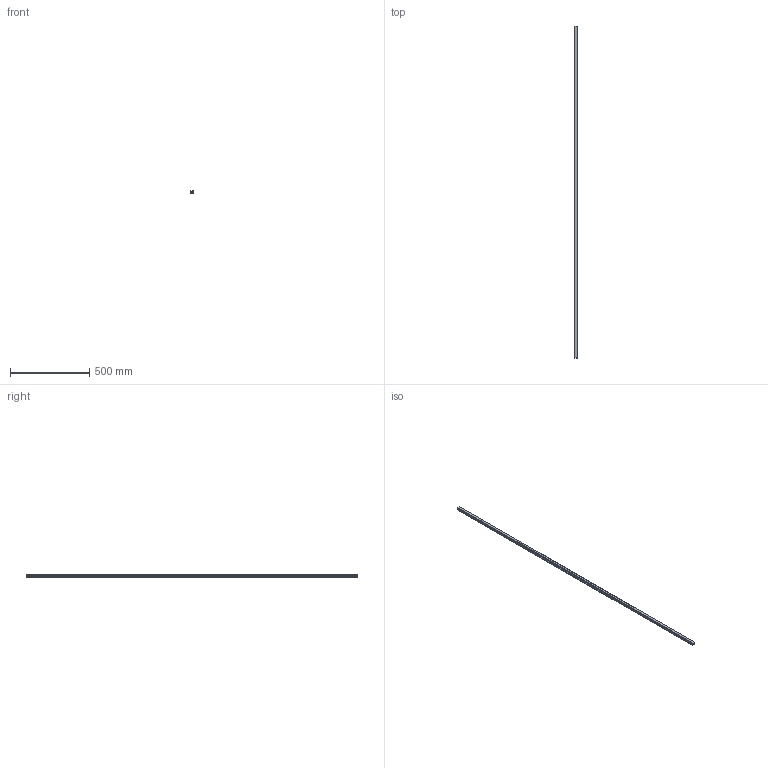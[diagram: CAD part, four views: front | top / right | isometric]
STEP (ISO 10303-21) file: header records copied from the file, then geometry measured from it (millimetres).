
FILE_DESCRIPTION(('STEP AP214'),'1');
FILE_NAME('cctmp_AED94BBE-FED5-42A1-BEA6-A7AEFA70E37E_2021_01_22_12_30_18_0625..stp','2021-01-22T11:30:18',('HIWIN GmbH'),('CADClick - www.CADClick.com'),'Spatial InterOp 3D',' ','unknown authorization');
FILE_SCHEMA(('AUTOMOTIVE_DESIGN'));
Length unit declared in the file: millimetre
Products named in the file (1): HGR20T2090C_FILE
Bounding box: 20 x 2090 x 17.5 mm (x, y, z)
Volume: 617247.9 mm3; surface area: 166781.5 mm2
Topology: 1 solids, 1 shells, 247 faces, 653 edges, 377 vertices
Faces by surface type: cylinder 92, plane 85, cone 70
Entity records: 9081 total; most frequent: DIRECTION 1263, CARTESIAN_POINT 1208, ORIENTED_EDGE 1166, EDGE_CURVE 583, AXIS2_PLACEMENT_3D 432, LINE 399, VECTOR 399, VERTEX_POINT 377
